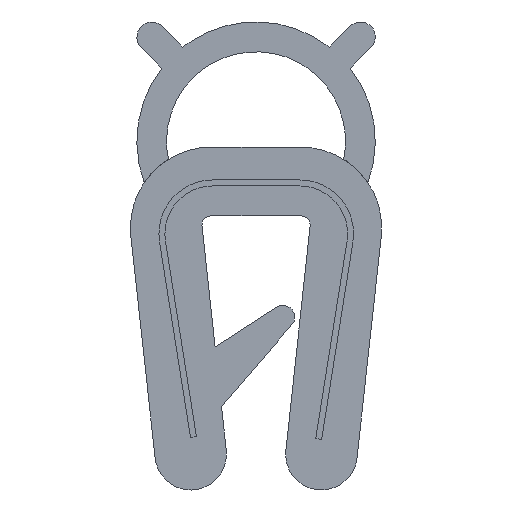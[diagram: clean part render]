
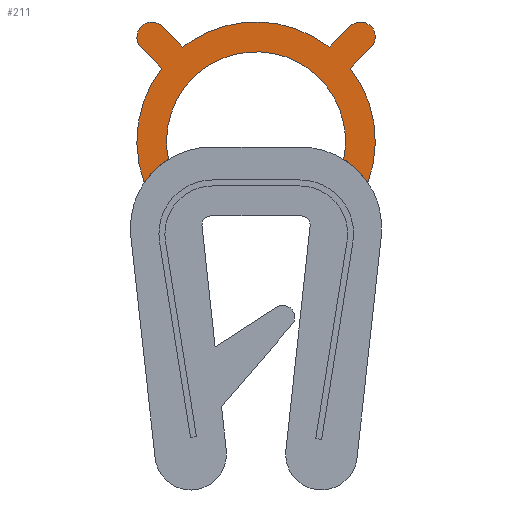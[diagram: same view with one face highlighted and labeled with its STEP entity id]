
A CAD part, front view. The second image highlights one B-rep face of the part: STEP entity #211.
In plain terms, the highlighted free-form (B-spline) face has degree [1, 1] with [2, 2] control points.
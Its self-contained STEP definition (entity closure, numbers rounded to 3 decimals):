
#44=CARTESIAN_POINT('',(-4.399,0.0,0.269));
#45=CARTESIAN_POINT('',(4.399,0.0,0.269));
#46=CARTESIAN_POINT('',(-4.399,0.0,-5.656));
#47=CARTESIAN_POINT('',(4.399,0.0,-5.656));
#48=B_SPLINE_SURFACE_WITH_KNOTS('',1,1,((#44,#46),(#45,#47)),.UNSPECIFIED.,.F.,.F.,.U.,(2,2),(2,2),(0.0,8.798),(0.0,5.925),.UNSPECIFIED.);
#49=CARTESIAN_POINT('',(-2.938,0.0,-4.605));
#50=VERTEX_POINT('',#49);
#51=CARTESIAN_POINT('',(-3.752,0.0,-5.387));
#52=VERTEX_POINT('',#51);
#53=CARTESIAN_POINT('',(-2.938,0.0,-4.605));
#54=CARTESIAN_POINT('',(-3.429,0.0,-4.909));
#55=CARTESIAN_POINT('',(-3.752,0.0,-5.387));
#63=(BOUNDED_CURVE()B_SPLINE_CURVE(2,(#53,#54,#55),.UNSPECIFIED.,.F.,.U.)CURVE()GEOMETRIC_REPRESENTATION_ITEM()QUASI_UNIFORM_CURVE()RATIONAL_B_SPLINE_CURVE((1.0,0.978,1.0))REPRESENTATION_ITEM(''));
#64=EDGE_CURVE('',#50,#52,#63,.T.);
#65=ORIENTED_EDGE('',*,*,#64,.F.);
#66=CARTESIAN_POINT('',(2.938,0.0,-4.605));
#67=VERTEX_POINT('',#66);
#68=CARTESIAN_POINT('',(2.938,0.0,-4.605));
#69=CARTESIAN_POINT('',(3.345,0.0,-2.632));
#70=CARTESIAN_POINT('',(1.672,0.0,-1.509));
#71=CARTESIAN_POINT('',(0.,0.0,-0.387));
#72=CARTESIAN_POINT('',(-1.672,0.0,-1.509));
#73=CARTESIAN_POINT('',(-3.345,0.0,-2.632));
#74=CARTESIAN_POINT('',(-2.938,0.0,-4.605));
#82=(BOUNDED_CURVE()B_SPLINE_CURVE(2,(#68,#69,#70,#71,#72,#73,#74),.UNSPECIFIED.,.F.,.U.)B_SPLINE_CURVE_WITH_KNOTS((3,2,2,3),(0.0,0.333,0.667,1.0),.UNSPECIFIED.)CURVE()GEOMETRIC_REPRESENTATION_ITEM()RATIONAL_B_SPLINE_CURVE((1.0,0.83,1.0,0.83,1.0,0.83,1.0))REPRESENTATION_ITEM(''));
#83=EDGE_CURVE('',#67,#50,#82,.T.);
#84=ORIENTED_EDGE('',*,*,#83,.F.);
#85=CARTESIAN_POINT('',(3.752,0.0,-5.387));
#86=VERTEX_POINT('',#85);
#87=CARTESIAN_POINT('',(3.752,0.0,-5.387));
#88=CARTESIAN_POINT('',(3.429,0.0,-4.909));
#89=CARTESIAN_POINT('',(2.938,0.0,-4.605));
#97=(BOUNDED_CURVE()B_SPLINE_CURVE(2,(#87,#88,#89),.UNSPECIFIED.,.F.,.U.)CURVE()GEOMETRIC_REPRESENTATION_ITEM()QUASI_UNIFORM_CURVE()RATIONAL_B_SPLINE_CURVE((1.0,0.978,1.0))REPRESENTATION_ITEM(''));
#98=EDGE_CURVE('',#86,#67,#97,.T.);
#99=ORIENTED_EDGE('',*,*,#98,.F.);
#100=CARTESIAN_POINT('',(3.16,0.0,-1.547));
#101=VERTEX_POINT('',#100);
#102=CARTESIAN_POINT('',(3.752,0.0,-5.387));
#103=CARTESIAN_POINT('',(4.522,0.0,-3.302));
#104=CARTESIAN_POINT('',(3.16,0.0,-1.547));
#112=(BOUNDED_CURVE()B_SPLINE_CURVE(2,(#102,#103,#104),.UNSPECIFIED.,.F.,.U.)CURVE()GEOMETRIC_REPRESENTATION_ITEM()QUASI_UNIFORM_CURVE()RATIONAL_B_SPLINE_CURVE((1.0,0.874,1.0))REPRESENTATION_ITEM(''));
#113=EDGE_CURVE('',#86,#101,#112,.T.);
#114=ORIENTED_EDGE('',*,*,#113,.T.);
#115=CARTESIAN_POINT('',(3.854,0.0,-0.854));
#116=VERTEX_POINT('',#115);
#117=CARTESIAN_POINT('',(3.854,0.0,-0.854));
#118=CARTESIAN_POINT('',(3.16,0.0,-1.547));
#119=QUASI_UNIFORM_CURVE('',1,(#117,#118),.UNSPECIFIED.,.F.,.U.);
#120=EDGE_CURVE('',#116,#101,#119,.T.);
#121=ORIENTED_EDGE('',*,*,#120,.F.);
#122=CARTESIAN_POINT('',(3.146,0.0,-0.146));
#123=VERTEX_POINT('',#122);
#124=CARTESIAN_POINT('',(3.854,0.0,-0.854));
#125=CARTESIAN_POINT('',(4.058,0.0,-0.649));
#126=CARTESIAN_POINT('',(3.983,0.0,-0.371));
#127=CARTESIAN_POINT('',(3.908,0.0,-0.092));
#128=CARTESIAN_POINT('',(3.629,0.0,-0.017));
#129=CARTESIAN_POINT('',(3.351,0.0,0.058));
#130=CARTESIAN_POINT('',(3.146,0.0,-0.146));
#138=(BOUNDED_CURVE()B_SPLINE_CURVE(2,(#124,#125,#126,#127,#128,#129,#130),.UNSPECIFIED.,.F.,.U.)B_SPLINE_CURVE_WITH_KNOTS((3,2,2,3),(0.0,0.333,0.667,1.0),.UNSPECIFIED.)CURVE()GEOMETRIC_REPRESENTATION_ITEM()RATIONAL_B_SPLINE_CURVE((1.0,0.866,1.0,0.866,1.0,0.866,1.0))REPRESENTATION_ITEM(''));
#139=EDGE_CURVE('',#116,#123,#138,.T.);
#140=ORIENTED_EDGE('',*,*,#139,.T.);
#141=CARTESIAN_POINT('',(2.453,0.0,-0.84));
#142=VERTEX_POINT('',#141);
#143=CARTESIAN_POINT('',(2.453,0.0,-0.84));
#144=CARTESIAN_POINT('',(3.146,0.0,-0.146));
#145=QUASI_UNIFORM_CURVE('',1,(#143,#144),.UNSPECIFIED.,.F.,.U.);
#146=EDGE_CURVE('',#142,#123,#145,.T.);
#147=ORIENTED_EDGE('',*,*,#146,.F.);
#148=CARTESIAN_POINT('',(-2.453,0.0,-0.84));
#149=VERTEX_POINT('',#148);
#150=CARTESIAN_POINT('',(2.453,0.0,-0.84));
#151=CARTESIAN_POINT('',(0.,0.0,1.064));
#152=CARTESIAN_POINT('',(-2.453,0.0,-0.84));
#160=(BOUNDED_CURVE()B_SPLINE_CURVE(2,(#150,#151,#152),.UNSPECIFIED.,.F.,.U.)CURVE()GEOMETRIC_REPRESENTATION_ITEM()QUASI_UNIFORM_CURVE()RATIONAL_B_SPLINE_CURVE((1.0,0.79,1.0))REPRESENTATION_ITEM(''));
#161=EDGE_CURVE('',#142,#149,#160,.T.);
#162=ORIENTED_EDGE('',*,*,#161,.T.);
#163=CARTESIAN_POINT('',(-3.146,0.0,-0.146));
#164=VERTEX_POINT('',#163);
#165=CARTESIAN_POINT('',(-3.146,0.0,-0.146));
#166=CARTESIAN_POINT('',(-2.453,0.0,-0.84));
#167=QUASI_UNIFORM_CURVE('',1,(#165,#166),.UNSPECIFIED.,.F.,.U.);
#168=EDGE_CURVE('',#164,#149,#167,.T.);
#169=ORIENTED_EDGE('',*,*,#168,.F.);
#170=CARTESIAN_POINT('',(-3.854,0.0,-0.854));
#171=VERTEX_POINT('',#170);
#172=CARTESIAN_POINT('',(-3.146,0.0,-0.146));
#173=CARTESIAN_POINT('',(-3.351,0.0,0.058));
#174=CARTESIAN_POINT('',(-3.629,0.0,-0.017));
#175=CARTESIAN_POINT('',(-3.908,0.0,-0.092));
#176=CARTESIAN_POINT('',(-3.983,0.0,-0.371));
#177=CARTESIAN_POINT('',(-4.058,0.0,-0.649));
#178=CARTESIAN_POINT('',(-3.854,0.0,-0.854));
#186=(BOUNDED_CURVE()B_SPLINE_CURVE(2,(#172,#173,#174,#175,#176,#177,#178),.UNSPECIFIED.,.F.,.U.)B_SPLINE_CURVE_WITH_KNOTS((3,2,2,3),(0.0,0.333,0.667,1.0),.UNSPECIFIED.)CURVE()GEOMETRIC_REPRESENTATION_ITEM()RATIONAL_B_SPLINE_CURVE((1.0,0.866,1.0,0.866,1.0,0.866,1.0))REPRESENTATION_ITEM(''));
#187=EDGE_CURVE('',#164,#171,#186,.T.);
#188=ORIENTED_EDGE('',*,*,#187,.T.);
#189=CARTESIAN_POINT('',(-3.16,0.0,-1.547));
#190=VERTEX_POINT('',#189);
#191=CARTESIAN_POINT('',(-3.16,0.0,-1.547));
#192=CARTESIAN_POINT('',(-3.854,0.0,-0.854));
#193=QUASI_UNIFORM_CURVE('',1,(#191,#192),.UNSPECIFIED.,.F.,.U.);
#194=EDGE_CURVE('',#190,#171,#193,.T.);
#195=ORIENTED_EDGE('',*,*,#194,.F.);
#196=CARTESIAN_POINT('',(-3.16,0.0,-1.547));
#197=CARTESIAN_POINT('',(-4.522,0.0,-3.302));
#198=CARTESIAN_POINT('',(-3.752,0.0,-5.387));
#206=(BOUNDED_CURVE()B_SPLINE_CURVE(2,(#196,#197,#198),.UNSPECIFIED.,.F.,.U.)CURVE()GEOMETRIC_REPRESENTATION_ITEM()QUASI_UNIFORM_CURVE()RATIONAL_B_SPLINE_CURVE((1.0,0.874,1.0))REPRESENTATION_ITEM(''));
#207=EDGE_CURVE('',#190,#52,#206,.T.);
#208=ORIENTED_EDGE('',*,*,#207,.T.);
#209=EDGE_LOOP('',(#65,#84,#99,#114,#121,#140,#147,#162,#169,#188,#195,#208));
#210=FACE_OUTER_BOUND('',#209,.T.);
#211=ADVANCED_FACE('',(#210),#48,.F.);
